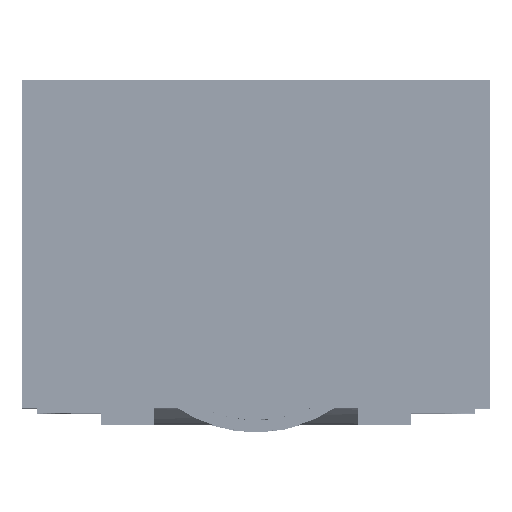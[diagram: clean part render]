
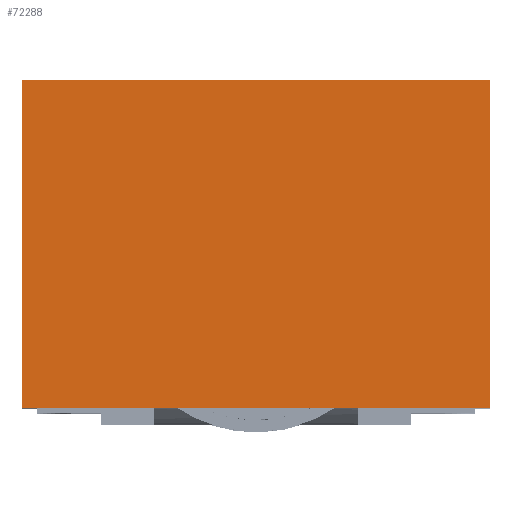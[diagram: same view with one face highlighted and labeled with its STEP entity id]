
A CAD part, top view. The second image highlights one B-rep face of the part: STEP entity #72288.
In plain terms, the highlighted planar face has unit normal (0, 0, 1).
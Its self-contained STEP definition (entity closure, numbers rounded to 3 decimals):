
#72047 = VERTEX_POINT('',#72048);
#72048 = CARTESIAN_POINT('',(36.233,-15.043,115.));
#72064 = VERTEX_POINT('',#72065);
#72065 = CARTESIAN_POINT('',(36.233,41.157,115.));
#72086 = EDGE_CURVE('',#72064,#72047,#72087,.T.);
#72087 = LINE('',#72088,#72089);
#72088 = CARTESIAN_POINT('',(36.233,41.157,115.));
#72089 = VECTOR('',#72090,1.);
#72090 = DIRECTION('',(0.,-1.,0.));
#72288 = ADVANCED_FACE('',(#72289),#72314,.T.);
#72289 = FACE_BOUND('',#72290,.T.);
#72290 = EDGE_LOOP('',(#72291,#72301,#72307,#72308));
#72291 = ORIENTED_EDGE('',*,*,#72292,.T.);
#72292 = EDGE_CURVE('',#72293,#72295,#72297,.T.);
#72293 = VERTEX_POINT('',#72294);
#72294 = CARTESIAN_POINT('',(-43.767,41.157,115.));
#72295 = VERTEX_POINT('',#72296);
#72296 = CARTESIAN_POINT('',(-43.767,-15.043,115.));
#72297 = LINE('',#72298,#72299);
#72298 = CARTESIAN_POINT('',(-43.767,41.157,115.));
#72299 = VECTOR('',#72300,1.);
#72300 = DIRECTION('',(0.,-1.,0.));
#72301 = ORIENTED_EDGE('',*,*,#72302,.F.);
#72302 = EDGE_CURVE('',#72047,#72295,#72303,.T.);
#72303 = LINE('',#72304,#72305);
#72304 = CARTESIAN_POINT('',(36.233,-15.043,115.));
#72305 = VECTOR('',#72306,1.);
#72306 = DIRECTION('',(-1.,0.,0.));
#72307 = ORIENTED_EDGE('',*,*,#72086,.F.);
#72308 = ORIENTED_EDGE('',*,*,#72309,.T.);
#72309 = EDGE_CURVE('',#72064,#72293,#72310,.T.);
#72310 = LINE('',#72311,#72312);
#72311 = CARTESIAN_POINT('',(36.233,41.157,115.));
#72312 = VECTOR('',#72313,1.);
#72313 = DIRECTION('',(-1.,0.,0.));
#72314 = PLANE('',#72315);
#72315 = AXIS2_PLACEMENT_3D('',#72316,#72317,#72318);
#72316 = CARTESIAN_POINT('',(-3.767,41.157,115.));
#72317 = DIRECTION('',(0.,0.,1.));
#72318 = DIRECTION('',(1.,0.,0.));
